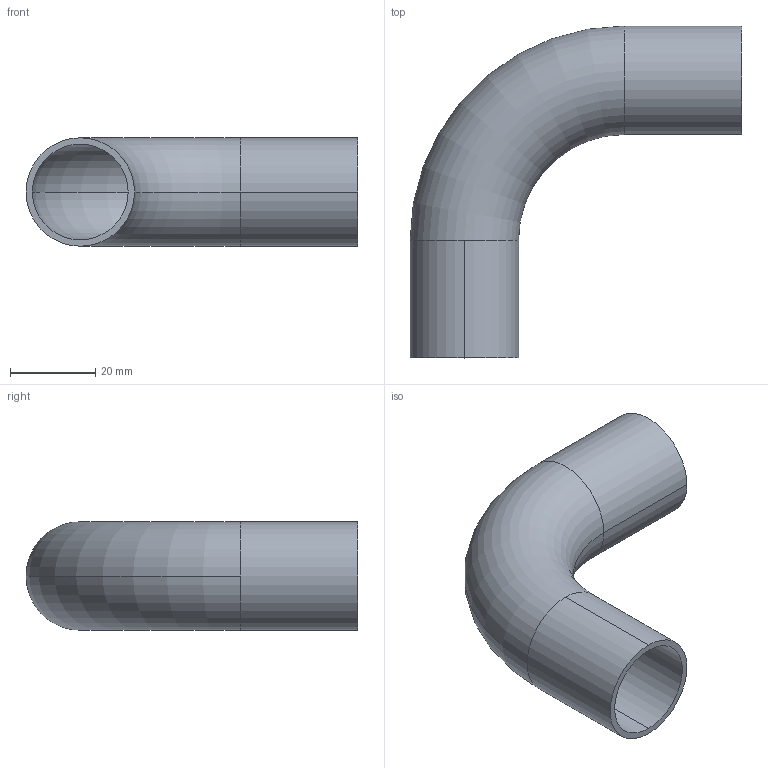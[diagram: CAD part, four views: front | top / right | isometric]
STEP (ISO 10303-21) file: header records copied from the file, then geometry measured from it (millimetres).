
FILE_DESCRIPTION (( 'STEP AP203' ), '1' );
FILE_NAME ('1.0 inch 90 degree.STEP', '2025-07-27T12:10:20', ( '' ), ( '' ), 'SwSTEP 2.0', 'SolidWorks 2024', '' );
FILE_SCHEMA (( 'CONFIG_CONTROL_DESIGN' ));
Length unit declared in the file: millimetre
Products named in the file (1): 1.0 inch 90 degree
Bounding box: 77.7 x 77.7 x 25.4 mm (x, y, z)
Volume: 12828.7 mm3; surface area: 17330.1 mm2
Topology: 1 solids, 1 shells, 14 faces, 32 edges, 20 vertices
Faces by surface type: cylinder 8, torus 4, plane 2
Entity records: 489 total; most frequent: DIRECTION 86, CARTESIAN_POINT 67, ORIENTED_EDGE 64, AXIS2_PLACEMENT_3D 39, EDGE_CURVE 32, CIRCLE 24, VERTEX_POINT 20, EDGE_LOOP 16
